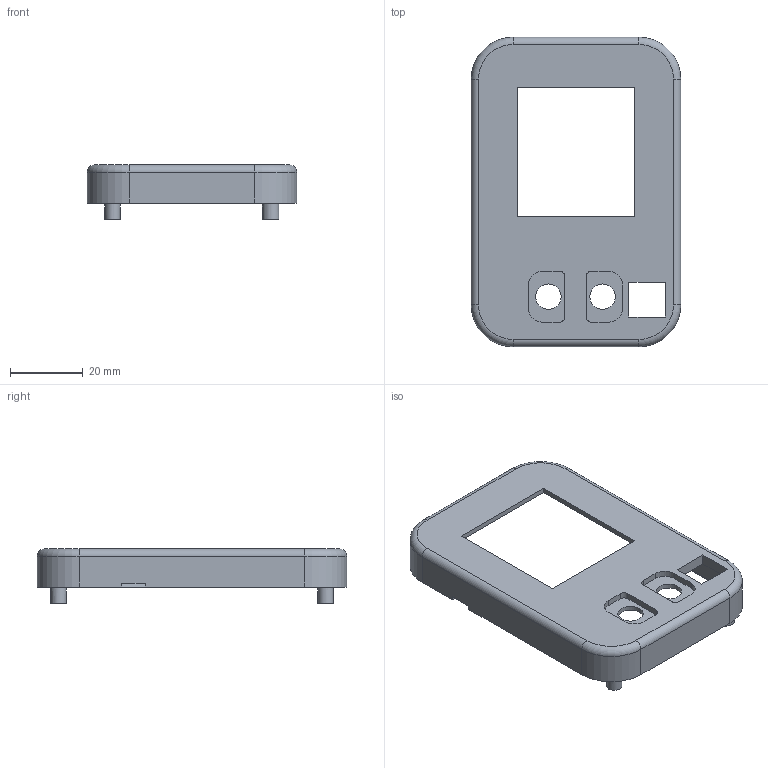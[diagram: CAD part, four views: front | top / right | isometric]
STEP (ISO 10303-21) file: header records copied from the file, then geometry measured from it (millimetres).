
FILE_DESCRIPTION(('FreeCAD Model'),'2;1');
FILE_NAME('Open CASCADE Shape Model','2025-11-12T13:18:52',(''),(''), 'Open CASCADE STEP processor 7.8','FreeCAD','Unknown');
FILE_SCHEMA(('AUTOMOTIVE_DESIGN { 1 0 10303 214 1 1 1 1 }'));
Length unit declared in the file: millimetre
Products named in the file (1): dev-version-pocket
Bounding box: 57.6 x 85.1 x 14.88 mm (x, y, z)
Volume: 13348.6 mm3; surface area: 12791.7 mm2
Topology: 1 solids, 1 shells, 91 faces, 240 edges, 158 vertices
Faces by surface type: plane 50, cylinder 33, cone 4, torus 4
Full cylindrical faces by diameter (mm): 1.8 x3, 4.15 x1, 4.27 x1, 4.48 x1, 7 x2
Entity records: 2866 total; most frequent: DIRECTION 504, CARTESIAN_POINT 498, ORIENTED_EDGE 480, EDGE_CURVE 240, AXIS2_PLACEMENT_3D 180, VERTEX_POINT 158, LINE 144, VECTOR 144
